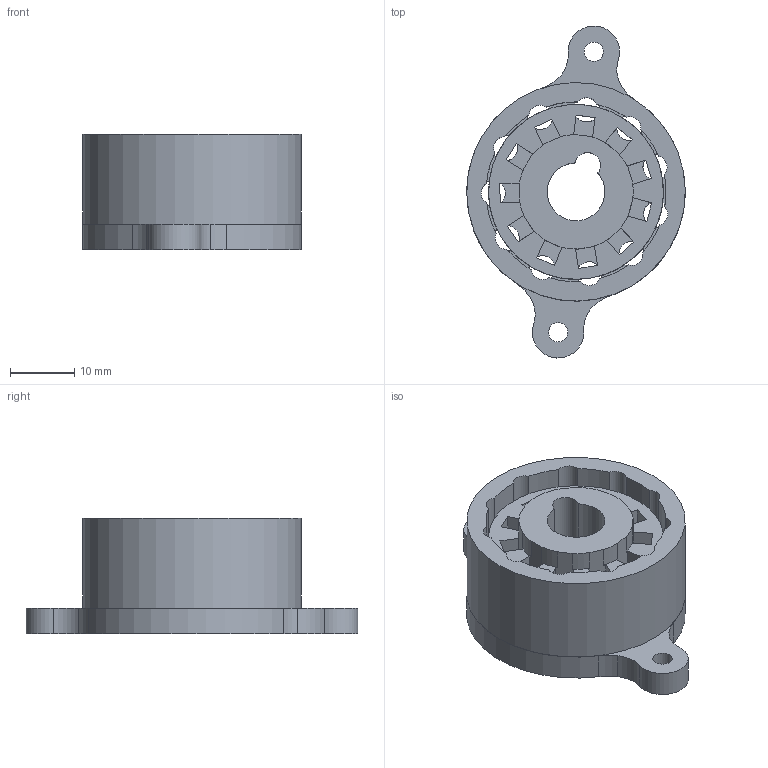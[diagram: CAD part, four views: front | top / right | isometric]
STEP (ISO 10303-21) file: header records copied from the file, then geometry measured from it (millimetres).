
FILE_DESCRIPTION((' '),'2;1');
FILE_NAME('IN1-socket.stp','2014-03-09T14:42:06',(' '),(' '),' ','ACIS',' ');
FILE_SCHEMA(('CONFIG_CONTROL_DESIGN'));
Length unit declared in the file: millimetre
Products named in the file (3): IN1-socket.stp; IN1-socket_ForBodies; Component2
Assembly tree (2 placements, depth 2):
  IN1-socket.stp
    IN1-socket_ForBodies
    Component2
Bounding box: 34 x 51.64 x 18 mm (x, y, z)
Volume: 11656.5 mm3; surface area: 9258.4 mm2
Topology: 2 solids, 2 shells, 184 faces, 633 edges, 422 vertices
Faces by surface type: plane 122, cylinder 62
Full cylindrical faces by diameter (mm): 3 x2, 4 x11, 27.2 x1, 34 x1
Entity records: 7186 total; most frequent: ORIENTED_EDGE 1212, CARTESIAN_POINT 1205, DIRECTION 1166, EDGE_CURVE 606, VECTOR 424, LINE 424, VERTEX_POINT 410, AXIS2_PLACEMENT_3D 371
